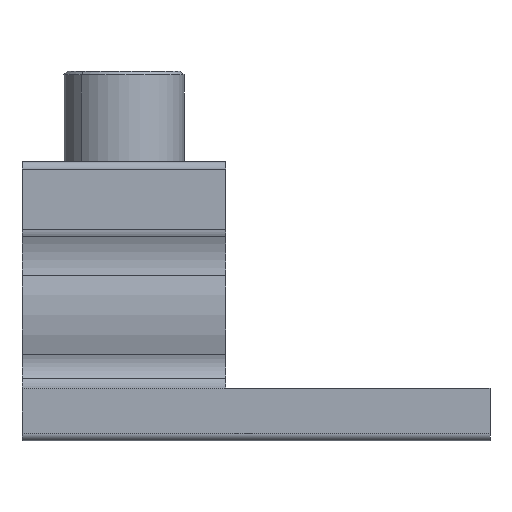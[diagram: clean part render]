
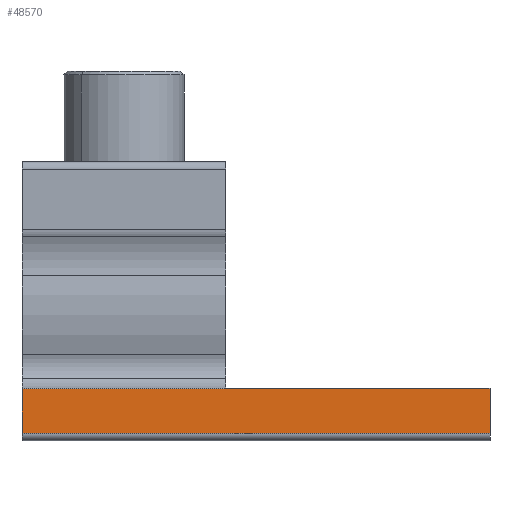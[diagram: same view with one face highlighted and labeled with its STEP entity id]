
A CAD part, front view. The second image highlights one B-rep face of the part: STEP entity #48570.
In plain terms, the highlighted planar face has unit normal (0, -1, 0).
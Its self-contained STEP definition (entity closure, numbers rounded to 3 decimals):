
#15700=CARTESIAN_POINT('',(-22.25,-11.9,18.635));
#15710=VERTEX_POINT('',#15700);
#15740=CARTESIAN_POINT('',(-22.25,-11.9,0.));
#15750=DIRECTION('',(0.,0.,-1.));
#15760=VECTOR('',#15750,1.);
#15770=LINE('',#15740,#15760);
#15780=CARTESIAN_POINT('',(-22.25,-11.9,12.7));
#15790=VERTEX_POINT('',#15780);
#15800=EDGE_CURVE('',#15710,#15790,#15770,.T.);
#21150=CARTESIAN_POINT('',(39.75,-11.9,12.7));
#21160=VERTEX_POINT('',#21150);
#21190=CARTESIAN_POINT('',(39.75,-11.9,0.));
#21200=DIRECTION('',(0.,0.,1.));
#21210=VECTOR('',#21200,1.);
#21220=LINE('',#21190,#21210);
#21230=CARTESIAN_POINT('',(39.75,-11.9,18.635));
#21240=VERTEX_POINT('',#21230);
#21250=EDGE_CURVE('',#21160,#21240,#21220,.T.);
#24170=CARTESIAN_POINT('',(-22.25,-11.9,18.635));
#24180=DIRECTION('',(1.,0.,0.));
#24190=VECTOR('',#24180,1.);
#24200=LINE('',#24170,#24190);
#24210=EDGE_CURVE('',#15710,#21240,#24200,.T.);
#30210=CARTESIAN_POINT('',(-23.1,-11.9,13.862));
#30220=DIRECTION('',(-0.,-1.,-0.));
#30230=DIRECTION('',(-1.,0.,0.));
#30240=AXIS2_PLACEMENT_3D('',#30210,#30220,#30230);
#30250=PLANE('',#30240);
#40130=CARTESIAN_POINT('',(22.25,-11.9,12.7));
#40140=DIRECTION('',(-1.,0.,0.));
#40150=VECTOR('',#40140,1.);
#40160=LINE('',#40130,#40150);
#40170=EDGE_CURVE('',#21160,#15790,#40160,.T.);
#48510=ORIENTED_EDGE('',*,*,#15800,.T.);
#48520=ORIENTED_EDGE('',*,*,#24210,.F.);
#48530=ORIENTED_EDGE('',*,*,#21250,.T.);
#48540=ORIENTED_EDGE('',*,*,#40170,.F.);
#48550=EDGE_LOOP('',(#48540,#48530,#48520,#48510));
#48560=FACE_OUTER_BOUND('',#48550,.T.);
#48570=ADVANCED_FACE('',(#48560),#30250,.T.);
